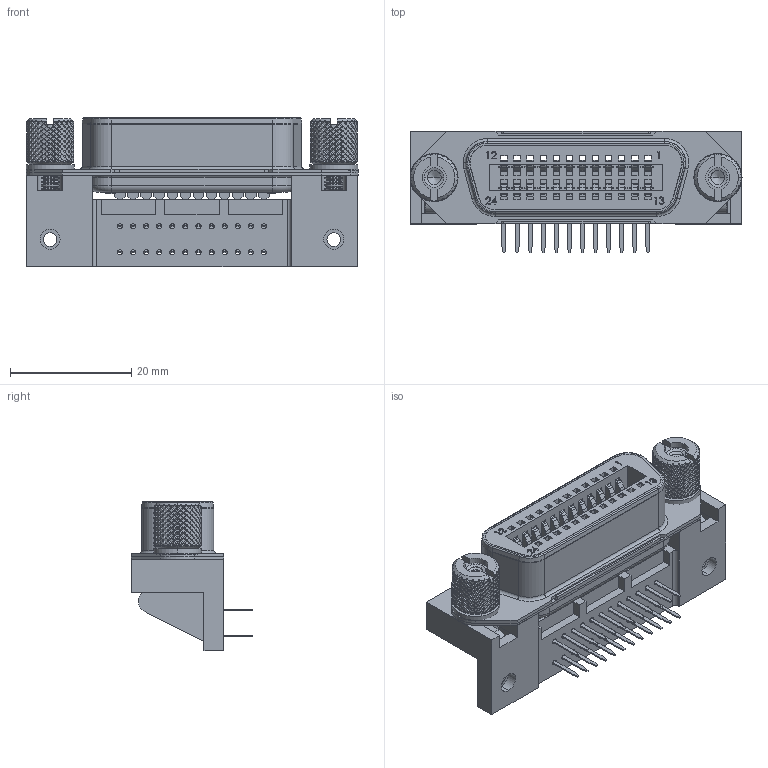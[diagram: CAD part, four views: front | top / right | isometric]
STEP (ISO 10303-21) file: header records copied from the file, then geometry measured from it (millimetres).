
FILE_DESCRIPTION (( 'STEP AP214' ), '1' );
FILE_NAME ('CIB24SRA_3D.step', '2024-01-23T14:19:52', ( '' ), ( '' ), 'SwSTEP 2.0', 'SolidWorks 2022', '' );
FILE_SCHEMA (( 'AUTOMOTIVE_DESIGN' ));
Length unit declared in the file: millimetre
Products named in the file (8): CIB24SRA-MA6_FLAT WASHER; CIB24SRA-MA4_默认; CIB24SRA-MA7_默认; CIB24SRA-MA1_默认; CIB24SRA-MA5_默认; CIB24SRA-MA3_默认; CIB24SRA-MA2_默认; CIB24SRA_3D
Assembly tree (32 placements, depth 2):
  CIB24SRA_3D
    CIB24SRA-MA1_默认
    CIB24SRA-MA3_默认  x12
    CIB24SRA-MA4_默认  x12
    CIB24SRA-MA2_默认
    CIB24SRA-MA6_FLAT WASHER  x2
    CIB24SRA-MA5_默认  x2
    CIB24SRA-MA7_默认  x2
Bounding box: 54.78 x 20.05 x 24.7 mm (x, y, z)
Volume: 7361.7 mm3; surface area: 13670.3 mm2
Topology: 32 solids, 32 shells, 7340 faces, 16204 edges, 8901 vertices
Faces by surface type: bspline 3460, plane 2231, cylinder 1327, cone 219, torus 103
Entity records: 121604 total; most frequent: CARTESIAN_POINT 62636, ORIENTED_EDGE 15494, EDGE_CURVE 7747, DIRECTION 7375, VERTEX_POINT 4346, EDGE_LOOP 3531, ADVANCED_FACE 3390, FACE_OUTER_BOUND 3390
